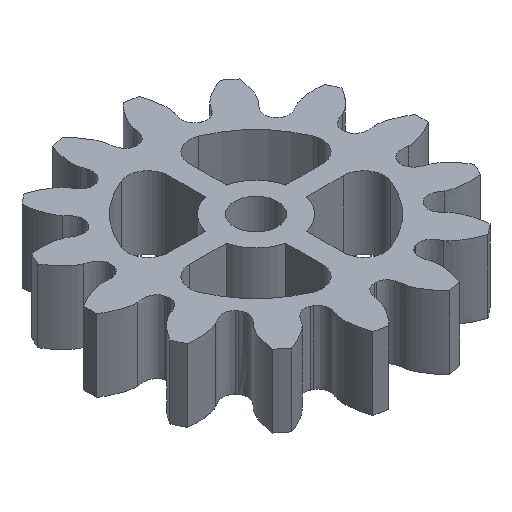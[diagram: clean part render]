
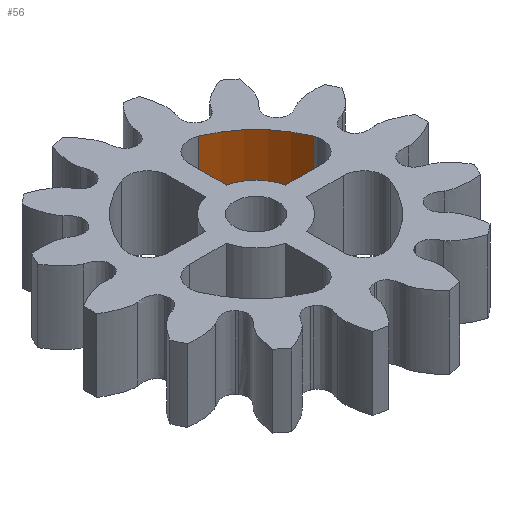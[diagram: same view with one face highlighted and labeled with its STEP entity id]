
A CAD part, isometric view. The second image highlights one B-rep face of the part: STEP entity #56.
In plain terms, the highlighted cylindrical face has radius 10 mm (diameter 20 mm), a partial arc.
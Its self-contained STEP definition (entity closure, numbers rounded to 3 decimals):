
#56=ADVANCED_FACE('',(#235),#237,.F.);
#235=FACE_BOUND('',#236,.T.);
#236=EDGE_LOOP('',(#1144,#1145,#1146,#1147));
#237=CYLINDRICAL_SURFACE('',#238,10.);
#238=AXIS2_PLACEMENT_3D('',#239,#240,#241);
#239=CARTESIAN_POINT('',(0.,0.,0.));
#240=DIRECTION('',(0.,0.,1.));
#241=DIRECTION('',(-1.,0.,0.));
#1144=ORIENTED_EDGE('',*,*,#3464,.F.);
#1145=ORIENTED_EDGE('',*,*,#3329,.F.);
#1146=ORIENTED_EDGE('',*,*,#3465,.F.);
#1147=ORIENTED_EDGE('',*,*,#3434,.F.);
#3329=EDGE_CURVE('',#3749,#3741,#3751,.T.);
#3434=EDGE_CURVE('',#3958,#3961,#3962,.F.);
#3464=EDGE_CURVE('',#3741,#3958,#4008,.T.);
#3465=EDGE_CURVE('',#3961,#3749,#4009,.F.);
#3741=VERTEX_POINT('',#6009);
#3749=VERTEX_POINT('',#6027);
#3751=CIRCLE('',#6032,10.);
#3958=VERTEX_POINT('',#8001);
#3961=VERTEX_POINT('',#8007);
#3962=CIRCLE('',#8008,10.);
#4008=LINE('',#8126,#8127);
#4009=LINE('',#8129,#8130);
#6009=CARTESIAN_POINT('',(3.75,9.27,0.));
#6027=CARTESIAN_POINT('',(9.27,3.75,0.));
#6032=AXIS2_PLACEMENT_3D('',#6033,#6034,#6035);
#6033=CARTESIAN_POINT('',(0.,0.,0.));
#6034=DIRECTION('',(0.,0.,1.));
#6035=DIRECTION('',(0.927,0.375,0.));
#8001=CARTESIAN_POINT('',(3.75,9.27,7.));
#8007=CARTESIAN_POINT('',(9.27,3.75,7.));
#8008=AXIS2_PLACEMENT_3D('',#8009,#8010,#8011);
#8009=CARTESIAN_POINT('',(0.,0.,7.));
#8010=DIRECTION('',(0.,0.,1.));
#8011=DIRECTION('',(0.927,0.375,0.));
#8126=CARTESIAN_POINT('',(3.75,9.27,0.));
#8127=VECTOR('',#8128,1.);
#8128=DIRECTION('',(0.,0.,1.));
#8129=CARTESIAN_POINT('',(9.27,3.75,0.));
#8130=VECTOR('',#8131,1.);
#8131=DIRECTION('',(0.,0.,1.));
